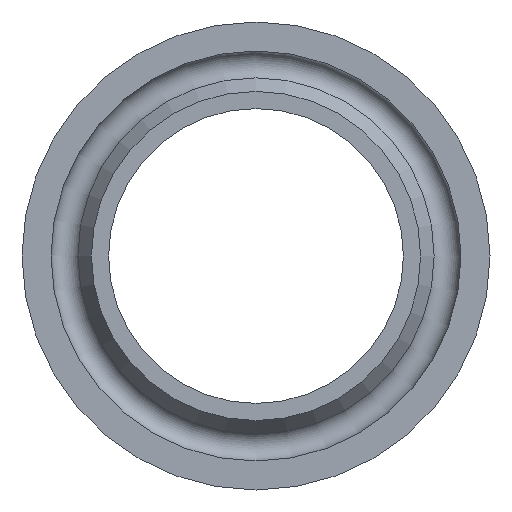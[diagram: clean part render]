
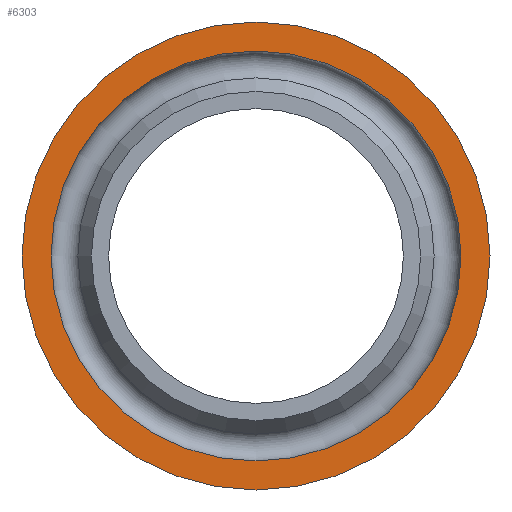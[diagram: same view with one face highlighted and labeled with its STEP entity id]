
A CAD part, left-side view. The second image highlights one B-rep face of the part: STEP entity #6303.
In plain terms, the highlighted planar face has unit normal (-1, 0, 0).
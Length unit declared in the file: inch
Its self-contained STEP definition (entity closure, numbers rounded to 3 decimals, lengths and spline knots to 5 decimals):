
#110=FACE_BOUND('',#1165,.T.);
#285=PLANE('',#6741);
#767=FACE_OUTER_BOUND('',#1164,.T.);
#1164=EDGE_LOOP('',(#5883));
#1165=EDGE_LOOP('',(#5884));
#1341=CIRCLE('',#6740,0.431);
#1342=CIRCLE('',#6742,0.492);
#3112=VERTEX_POINT('',#13416);
#3113=VERTEX_POINT('',#13419);
#4037=EDGE_CURVE('',#3112,#3112,#1341,.T.);
#4038=EDGE_CURVE('',#3113,#3113,#1342,.T.);
#5883=ORIENTED_EDGE('',*,*,#4038,.F.);
#5884=ORIENTED_EDGE('',*,*,#4037,.T.);
#6303=ADVANCED_FACE('',(#767,#110),#285,.T.);
#6740=AXIS2_PLACEMENT_3D('',#13417,#8051,#8052);
#6741=AXIS2_PLACEMENT_3D('',#13418,#8053,#8054);
#6742=AXIS2_PLACEMENT_3D('',#13420,#8055,#8056);
#8051=DIRECTION('center_axis',(1.,0.,0.));
#8052=DIRECTION('ref_axis',(0.,1.,0.));
#8053=DIRECTION('center_axis',(-1.,0.,0.));
#8054=DIRECTION('ref_axis',(0.,0.,1.));
#8055=DIRECTION('center_axis',(1.,0.,0.));
#8056=DIRECTION('ref_axis',(0.,1.,0.));
#13416=CARTESIAN_POINT('',(0.,0.431,0.));
#13417=CARTESIAN_POINT('Origin',(0.,0.,
0.));
#13418=CARTESIAN_POINT('Origin',(0.,0.4615,0.));
#13419=CARTESIAN_POINT('',(0.,0.492,0.));
#13420=CARTESIAN_POINT('Origin',(0.,0.,
0.));
